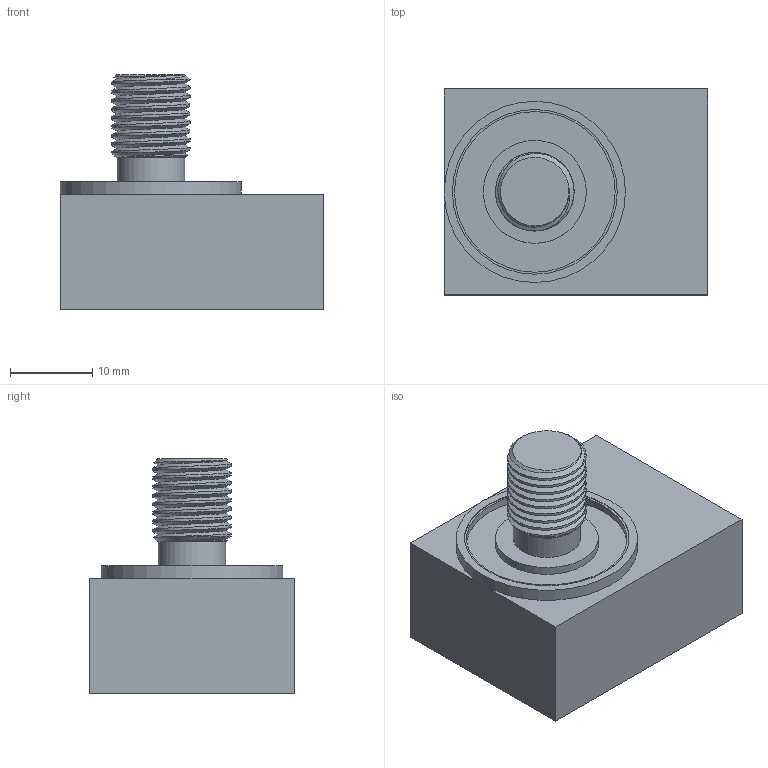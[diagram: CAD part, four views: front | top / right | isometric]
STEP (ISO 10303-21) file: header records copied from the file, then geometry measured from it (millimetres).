
FILE_DESCRIPTION(/* description */ (''),/* implementation_level */ '2;1');
FILE_NAME(/* name */ 'RSBH 2F.stp',/* time_stamp */ '2014-11-24T13:26:47+01:00',/* author */ ('sh'),/* organization */ (''),/* preprocessor_version */ 'ST-DEVELOPER v15.2',/* originating_system */ 'Autodesk Inventor 2014',/* authorisation */ '');
FILE_SCHEMA (('AUTOMOTIVE_DESIGN { 1 0 10303 214 3 1 1 }'));
Length unit declared in the file: millimetre
Products named in the file (1): RSBH 2F
Bounding box: 32 x 25 x 28.5 mm (x, y, z)
Volume: 11926 mm3; surface area: 4480.3 mm2
Topology: 1 solids, 1 shells, 178 faces, 470 edges, 313 vertices
Faces by surface type: plane 86, bspline 82, cylinder 8, cone 2
Full cylindrical faces by diameter (mm): 4 x2, 8.2 x1, 12.5 x1, 19.5 x1, 20 x1, 22 x1
Entity records: 6995 total; most frequent: CARTESIAN_POINT 3118, ORIENTED_EDGE 924, DIRECTION 503, EDGE_CURVE 462, VERTEX_POINT 312, LINE 273, VECTOR 273, EDGE_LOOP 204
